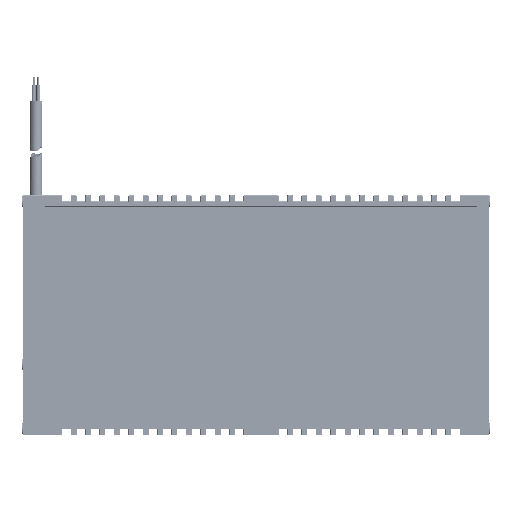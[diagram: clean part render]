
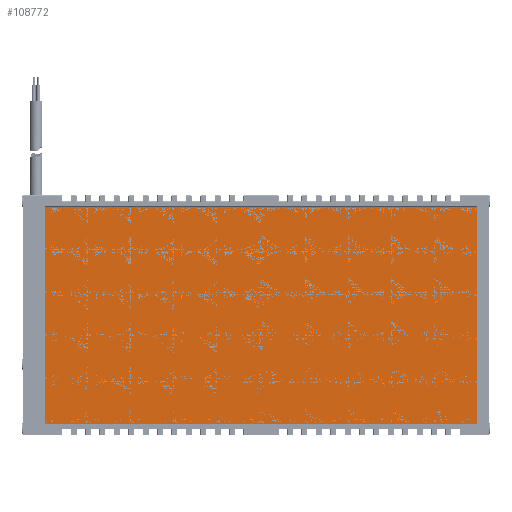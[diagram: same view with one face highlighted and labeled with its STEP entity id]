
A CAD part, top view. The second image highlights one B-rep face of the part: STEP entity #108772.
In plain terms, the highlighted planar face has unit normal (0, 0, 1).
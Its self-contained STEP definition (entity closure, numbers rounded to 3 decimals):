
#11712=ORIENTED_EDGE('',*,*,#38129,.T.);
#11713=ORIENTED_EDGE('',*,*,#38133,.T.);
#11714=ORIENTED_EDGE('',*,*,#38136,.T.);
#11715=ORIENTED_EDGE('',*,*,#38139,.T.);
#38129=EDGE_CURVE('',#56730,#56731,#70658,.T.);
#38133=EDGE_CURVE('',#56731,#56734,#70662,.T.);
#38136=EDGE_CURVE('',#56734,#56736,#70665,.T.);
#38139=EDGE_CURVE('',#56736,#56730,#70668,.T.);
#56730=VERTEX_POINT('',#157623);
#56731=VERTEX_POINT('',#157624);
#56734=VERTEX_POINT('',#157632);
#56736=VERTEX_POINT('',#157638);
#70658=LINE('',#157622,#81076);
#70662=LINE('',#157631,#81080);
#70665=LINE('',#157637,#81083);
#70668=LINE('',#157643,#81086);
#81076=VECTOR('',#127630,1000.);
#81080=VECTOR('',#127636,1000.);
#81083=VECTOR('',#127641,1000.);
#81086=VECTOR('',#127646,1000.);
#91499=EDGE_LOOP('',(#11712,#11713,#11714,#11715));
#98595=FACE_BOUND('',#91499,.T.);
#105697=PLANE('',#117844);
#108772=ADVANCED_FACE('',(#98595),#105697,.T.);
#117844=AXIS2_PLACEMENT_3D('',#157646,#127650,#127651);
#127630=DIRECTION('',(0.,1.,0.));
#127636=DIRECTION('',(-1.,0.,0.));
#127641=DIRECTION('',(0.,-1.,0.));
#127646=DIRECTION('',(1.,0.,0.));
#127650=DIRECTION('',(0.,0.,1.));
#127651=DIRECTION('',(1.,0.,0.));
#157622=CARTESIAN_POINT('',(108.2,-54.2,29.601));
#157623=CARTESIAN_POINT('',(108.2,-54.2,29.601));
#157624=CARTESIAN_POINT('',(108.2,54.2,29.601));
#157631=CARTESIAN_POINT('',(108.2,54.2,29.601));
#157632=CARTESIAN_POINT('',(-108.2,54.2,29.601));
#157637=CARTESIAN_POINT('',(-108.2,54.2,29.601));
#157638=CARTESIAN_POINT('',(-108.2,-54.2,29.601));
#157643=CARTESIAN_POINT('',(-108.2,-54.2,29.601));
#157646=CARTESIAN_POINT('',(0.,0.,29.601));
